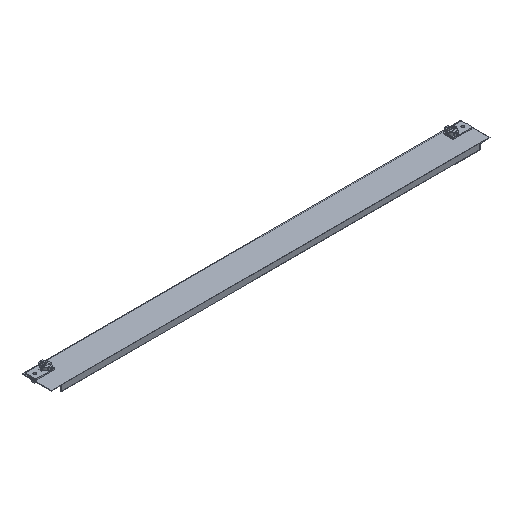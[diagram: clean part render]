
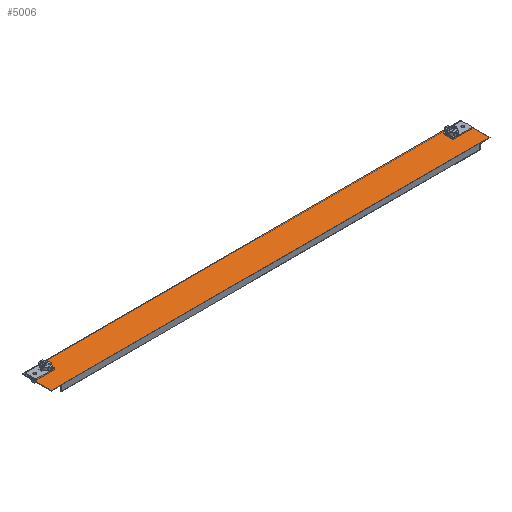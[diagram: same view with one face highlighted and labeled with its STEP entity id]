
A CAD part, isometric view. The second image highlights one B-rep face of the part: STEP entity #5006.
In plain terms, the highlighted planar face has unit normal (0, 0, 1).
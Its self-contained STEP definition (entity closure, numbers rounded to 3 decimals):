
#4363=DIRECTION('',(-1.,0.,0.));
#4364=VECTOR('',#4363,5.239);
#4365=CARTESIAN_POINT('',(531.65,35.31,1.));
#4366=LINE('',#4365,#4364);
#4377=DIRECTION('',(0.,-1.,0.));
#4378=VECTOR('',#4377,4.38);
#4379=CARTESIAN_POINT('',(531.65,39.69,1.));
#4380=LINE('',#4379,#4378);
#4384=DIRECTION('',(1.,0.,0.));
#4385=VECTOR('',#4384,5.239);
#4386=CARTESIAN_POINT('',(526.411,39.69,1.));
#4387=LINE('',#4386,#4385);
#4391=CARTESIAN_POINT('',(522.,37.5,1.));
#4392=DIRECTION('',(0.,0.,1.));
#4393=DIRECTION('',(0.896,0.445,0.));
#4394=AXIS2_PLACEMENT_3D('',#4391,#4392,#4393);
#4399=CARTESIAN_POINT('',(541.,37.5,1.));
#4400=DIRECTION('',(0.,0.,1.));
#4401=DIRECTION('',(-1.,0.,0.));
#4402=AXIS2_PLACEMENT_3D('',#4399,#4400,#4401);
#4407=CARTESIAN_POINT('',(541.,37.5,1.));
#4408=DIRECTION('',(0.,0.,1.));
#4409=DIRECTION('',(1.,0.,0.));
#4410=AXIS2_PLACEMENT_3D('',#4407,#4408,#4409);
#4415=CARTESIAN_POINT('',(-172.,37.5,1.));
#4416=DIRECTION('',(0.,0.,1.));
#4417=DIRECTION('',(-0.896,-0.445,0.));
#4418=AXIS2_PLACEMENT_3D('',#4415,#4416,#4417);
#4423=CARTESIAN_POINT('',(-191.,37.5,1.));
#4424=DIRECTION('',(0.,0.,1.));
#4425=DIRECTION('',(1.,0.,0.));
#4426=AXIS2_PLACEMENT_3D('',#4423,#4424,#4425);
#4431=CARTESIAN_POINT('',(-191.,37.5,1.));
#4432=DIRECTION('',(0.,0.,1.));
#4433=DIRECTION('',(-1.,0.,0.));
#4434=AXIS2_PLACEMENT_3D('',#4431,#4432,#4433);
#4474=DIRECTION('',(1.,0.,0.));
#4475=VECTOR('',#4474,5.239);
#4476=CARTESIAN_POINT('',(-181.65,39.69,1.));
#4477=LINE('',#4476,#4475);
#4488=DIRECTION('',(0.,1.,0.));
#4489=VECTOR('',#4488,4.38);
#4490=CARTESIAN_POINT('',(-181.65,35.31,1.));
#4491=LINE('',#4490,#4489);
#4495=DIRECTION('',(-1.,0.,0.));
#4496=VECTOR('',#4495,5.239);
#4497=CARTESIAN_POINT('',(-176.411,35.31,1.));
#4498=LINE('',#4497,#4496);
#4530=DIRECTION('',(-1.,0.,0.));
#4531=VECTOR('',#4530,750.);
#4532=CARTESIAN_POINT('',(550.,50.,1.));
#4533=LINE('',#4532,#4531);
#4614=DIRECTION('',(0.,1.,0.));
#4615=VECTOR('',#4614,50.);
#4616=CARTESIAN_POINT('',(550.,0.,1.));
#4617=LINE('',#4616,#4615);
#4635=DIRECTION('',(1.,0.,0.));
#4636=VECTOR('',#4635,750.);
#4637=CARTESIAN_POINT('',(-200.,0.,1.));
#4638=LINE('',#4637,#4636);
#4733=DIRECTION('',(0.,-1.,0.));
#4734=VECTOR('',#4733,50.);
#4735=CARTESIAN_POINT('',(-200.,50.,1.));
#4736=LINE('',#4735,#4734);
#4771=CARTESIAN_POINT('',(-195.25,37.5,1.));
#4772=VERTEX_POINT('',#4771);
#4773=CARTESIAN_POINT('',(-186.75,37.5,1.));
#4774=VERTEX_POINT('',#4773);
#4775=CARTESIAN_POINT('',(-200.,50.,1.));
#4776=CARTESIAN_POINT('',(-200.,0.,1.));
#4777=VERTEX_POINT('',#4775);
#4778=VERTEX_POINT('',#4776);
#4779=CARTESIAN_POINT('',(-181.65,39.69,1.));
#4780=CARTESIAN_POINT('',(-176.411,39.69,1.));
#4781=VERTEX_POINT('',#4779);
#4782=VERTEX_POINT('',#4780);
#4783=CARTESIAN_POINT('',(-181.65,35.31,1.));
#4784=VERTEX_POINT('',#4783);
#4785=CARTESIAN_POINT('',(-176.411,35.31,1.));
#4786=VERTEX_POINT('',#4785);
#4819=CARTESIAN_POINT('',(536.75,37.5,1.));
#4820=CARTESIAN_POINT('',(545.25,37.5,1.));
#4821=VERTEX_POINT('',#4819);
#4822=VERTEX_POINT('',#4820);
#4823=CARTESIAN_POINT('',(531.65,35.31,1.));
#4824=CARTESIAN_POINT('',(526.411,35.31,1.));
#4825=VERTEX_POINT('',#4823);
#4826=VERTEX_POINT('',#4824);
#4827=CARTESIAN_POINT('',(531.65,39.69,1.));
#4828=VERTEX_POINT('',#4827);
#4829=CARTESIAN_POINT('',(526.411,39.69,1.));
#4830=VERTEX_POINT('',#4829);
#4831=CARTESIAN_POINT('',(550.,0.,1.));
#4832=VERTEX_POINT('',#4831);
#4839=CARTESIAN_POINT('',(550.,50.,1.));
#4840=VERTEX_POINT('',#4839);
#4963=CARTESIAN_POINT('',(0.,0.,1.));
#4964=DIRECTION('',(0.,0.,1.));
#4965=DIRECTION('',(1.,0.,0.));
#4966=AXIS2_PLACEMENT_3D('',#4963,#4964,#4965);
#4967=PLANE('',#4966);
#4969=ORIENTED_EDGE('',*,*,#4968,.F.);
#4971=ORIENTED_EDGE('',*,*,#4970,.F.);
#4973=ORIENTED_EDGE('',*,*,#4972,.F.);
#4975=ORIENTED_EDGE('',*,*,#4974,.F.);
#4976=EDGE_LOOP('',(#4969,#4971,#4973,#4975));
#4977=FACE_OUTER_BOUND('',#4976,.F.);
#4979=ORIENTED_EDGE('',*,*,#4978,.T.);
#4981=ORIENTED_EDGE('',*,*,#4980,.T.);
#4982=EDGE_LOOP('',(#4979,#4981));
#4983=FACE_BOUND('',#4982,.F.);
#4985=ORIENTED_EDGE('',*,*,#4984,.T.);
#4987=ORIENTED_EDGE('',*,*,#4986,.F.);
#4989=ORIENTED_EDGE('',*,*,#4988,.F.);
#4991=ORIENTED_EDGE('',*,*,#4990,.F.);
#4992=EDGE_LOOP('',(#4985,#4987,#4989,#4991));
#4993=FACE_BOUND('',#4992,.F.);
#4995=ORIENTED_EDGE('',*,*,#4994,.T.);
#4997=ORIENTED_EDGE('',*,*,#4996,.T.);
#4998=EDGE_LOOP('',(#4995,#4997));
#4999=FACE_BOUND('',#4998,.F.);
#5000=ORIENTED_EDGE('',*,*,#4915,.T.);
#5001=ORIENTED_EDGE('',*,*,#4930,.F.);
#5002=ORIENTED_EDGE('',*,*,#4944,.F.);
#5003=ORIENTED_EDGE('',*,*,#4957,.F.);
#5004=EDGE_LOOP('',(#5000,#5001,#5002,#5003));
#5005=FACE_BOUND('',#5004,.F.);
#4395=CIRCLE('',#4394,4.925);
#4403=CIRCLE('',#4402,4.25);
#4411=CIRCLE('',#4410,4.25);
#4419=CIRCLE('',#4418,4.925);
#4427=CIRCLE('',#4426,4.25);
#4435=CIRCLE('',#4434,4.25);
#4915=EDGE_CURVE('',#4830,#4826,#4395,.T.);
#4930=EDGE_CURVE('',#4825,#4826,#4366,.T.);
#4944=EDGE_CURVE('',#4828,#4825,#4380,.T.);
#4957=EDGE_CURVE('',#4830,#4828,#4387,.T.);
#4968=EDGE_CURVE('',#4840,#4777,#4533,.T.);
#4970=EDGE_CURVE('',#4832,#4840,#4617,.T.);
#4972=EDGE_CURVE('',#4778,#4832,#4638,.T.);
#4974=EDGE_CURVE('',#4777,#4778,#4736,.T.);
#4978=EDGE_CURVE('',#4821,#4822,#4403,.T.);
#4980=EDGE_CURVE('',#4822,#4821,#4411,.T.);
#4984=EDGE_CURVE('',#4786,#4782,#4419,.T.);
#4986=EDGE_CURVE('',#4781,#4782,#4477,.T.);
#4988=EDGE_CURVE('',#4784,#4781,#4491,.T.);
#4990=EDGE_CURVE('',#4786,#4784,#4498,.T.);
#4994=EDGE_CURVE('',#4774,#4772,#4427,.T.);
#4996=EDGE_CURVE('',#4772,#4774,#4435,.T.);
#5006=ADVANCED_FACE('',(#4977,#4983,#4993,#4999,#5005),#4967,.T.);
